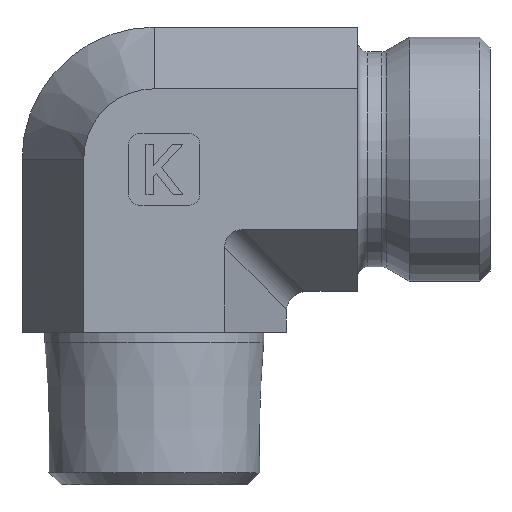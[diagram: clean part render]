
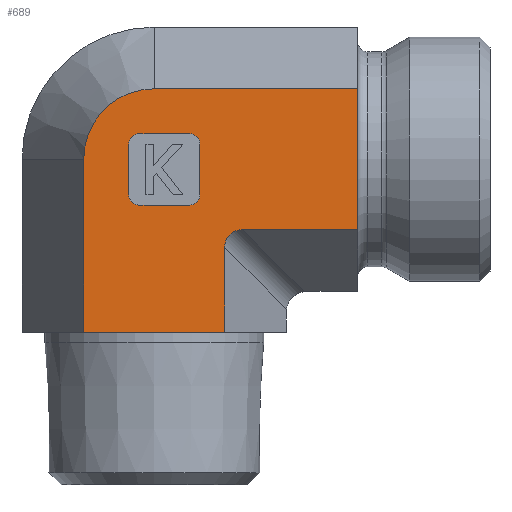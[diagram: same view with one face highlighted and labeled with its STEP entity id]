
A CAD part, left-side view. The second image highlights one B-rep face of the part: STEP entity #689.
In plain terms, the highlighted planar face has unit normal (-1, 0, 0).
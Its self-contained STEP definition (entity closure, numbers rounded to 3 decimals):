
#459=CARTESIAN_POINT('',(-30.485,2.616,5.0));
#460=VERTEX_POINT('',#459);
#467=CARTESIAN_POINT('',(-30.485,16.472,5.0));
#468=VERTEX_POINT('',#467);
#469=CARTESIAN_POINT('',(-30.485,16.472,5.0));
#470=DIRECTION('',(0.0,-1.0,0.0));
#471=VECTOR('',#470,13.856);
#472=LINE('',#469,#471);
#473=EDGE_CURVE('',#468,#460,#472,.T.);
#537=CARTESIAN_POINT('',(-30.485,16.472,22.0));
#538=VERTEX_POINT('',#537);
#539=CARTESIAN_POINT('',(-30.485,16.472,5.0));
#540=DIRECTION('',(0.0,0.0,1.0));
#541=VECTOR('',#540,17.0);
#542=LINE('',#539,#541);
#543=EDGE_CURVE('',#468,#538,#542,.T.);
#562=CARTESIAN_POINT('',(-30.485,2.616,0.0));
#563=DIRECTION('',(-1.0,0.0,0.0));
#564=DIRECTION('',(0.0,0.0,1.0));
#565=AXIS2_PLACEMENT_3D('',#562,#563,#564);
#566=PLANE('',#565);
#567=ORIENTED_EDGE('',*,*,#473,.T.);
#568=CARTESIAN_POINT('',(-30.485,2.616,13.34));
#569=VERTEX_POINT('',#568);
#570=CARTESIAN_POINT('',(-30.485,2.616,5.0));
#571=DIRECTION('',(0.0,0.0,1.0));
#572=VECTOR('',#571,8.34);
#573=LINE('',#570,#572);
#574=EDGE_CURVE('',#460,#569,#573,.T.);
#575=ORIENTED_EDGE('',*,*,#574,.T.);
#576=CARTESIAN_POINT('',(-30.485,0.884,15.072));
#577=VERTEX_POINT('',#576);
#578=CARTESIAN_POINT('',(-30.485,0.306,12.762));
#579=DIRECTION('',(-1.0,0.0,0.0));
#580=DIRECTION('',(0.0,0.707,0.707));
#581=AXIS2_PLACEMENT_3D('',#578,#579,#580);
#582=ELLIPSE('',#581,2.582,2.0);
#583=EDGE_CURVE('',#577,#569,#582,.T.);
#584=ORIENTED_EDGE('',*,*,#583,.F.);
#585=CARTESIAN_POINT('',(-30.485,-10.456,15.072));
#586=VERTEX_POINT('',#585);
#587=CARTESIAN_POINT('',(-30.485,0.884,15.072));
#588=DIRECTION('',(0.0,-1.0,0.0));
#589=VECTOR('',#588,11.34);
#590=LINE('',#587,#589);
#591=EDGE_CURVE('',#577,#586,#590,.T.);
#592=ORIENTED_EDGE('',*,*,#591,.T.);
#593=CARTESIAN_POINT('',(-30.485,-10.456,28.928));
#594=VERTEX_POINT('',#593);
#595=CARTESIAN_POINT('',(-30.485,-10.456,15.072));
#596=DIRECTION('',(0.0,0.0,1.0));
#597=VECTOR('',#596,13.856);
#598=LINE('',#595,#597);
#599=EDGE_CURVE('',#586,#594,#598,.T.);
#600=ORIENTED_EDGE('',*,*,#599,.T.);
#601=CARTESIAN_POINT('',(-30.485,9.544,28.928));
#602=VERTEX_POINT('',#601);
#603=CARTESIAN_POINT('',(-30.485,9.544,28.928));
#604=DIRECTION('',(0.0,-1.0,0.0));
#605=VECTOR('',#604,20.0);
#606=LINE('',#603,#605);
#607=EDGE_CURVE('',#602,#594,#606,.T.);
#608=ORIENTED_EDGE('',*,*,#607,.F.);
#609=CARTESIAN_POINT('',(-30.485,9.544,22.0));
#610=DIRECTION('',(-1.0,0.0,0.0));
#611=DIRECTION('',(0.0,0.0,1.0));
#612=AXIS2_PLACEMENT_3D('',#609,#610,#611);
#613=CIRCLE('',#612,6.928);
#614=EDGE_CURVE('',#602,#538,#613,.T.);
#615=ORIENTED_EDGE('',*,*,#614,.T.);
#616=ORIENTED_EDGE('',*,*,#543,.F.);
#617=EDGE_LOOP('',(#567,#575,#584,#592,#600,#608,#615,#616));
#618=FACE_OUTER_BOUND('',#617,.T.);
#619=CARTESIAN_POINT('',(-30.485,6.044,17.5));
#620=VERTEX_POINT('',#619);
#621=CARTESIAN_POINT('',(-30.485,11.044,17.5));
#622=VERTEX_POINT('',#621);
#623=CARTESIAN_POINT('',(-30.485,6.044,17.5));
#624=DIRECTION('',(0.0,1.0,0.0));
#625=VECTOR('',#624,5.0);
#626=LINE('',#623,#625);
#627=EDGE_CURVE('',#620,#622,#626,.T.);
#628=ORIENTED_EDGE('',*,*,#627,.T.);
#629=CARTESIAN_POINT('',(-30.485,12.044,18.5));
#630=VERTEX_POINT('',#629);
#631=CARTESIAN_POINT('',(-30.485,11.044,18.5));
#632=DIRECTION('',(-1.0,0.0,0.0));
#633=DIRECTION('',(0.0,0.707,-0.707));
#634=AXIS2_PLACEMENT_3D('',#631,#632,#633);
#635=CIRCLE('',#634,1.0);
#636=EDGE_CURVE('',#630,#622,#635,.T.);
#637=ORIENTED_EDGE('',*,*,#636,.F.);
#638=CARTESIAN_POINT('',(-30.485,12.044,23.5));
#639=VERTEX_POINT('',#638);
#640=CARTESIAN_POINT('',(-30.485,12.044,18.5));
#641=DIRECTION('',(0.0,0.0,1.0));
#642=VECTOR('',#641,5.);
#643=LINE('',#640,#642);
#644=EDGE_CURVE('',#630,#639,#643,.T.);
#645=ORIENTED_EDGE('',*,*,#644,.T.);
#646=CARTESIAN_POINT('',(-30.485,11.044,24.5));
#647=VERTEX_POINT('',#646);
#648=CARTESIAN_POINT('',(-30.485,11.044,23.5));
#649=DIRECTION('',(-1.0,0.0,0.0));
#650=DIRECTION('',(0.0,0.707,0.707));
#651=AXIS2_PLACEMENT_3D('',#648,#649,#650);
#652=CIRCLE('',#651,1.0);
#653=EDGE_CURVE('',#647,#639,#652,.T.);
#654=ORIENTED_EDGE('',*,*,#653,.F.);
#655=CARTESIAN_POINT('',(-30.485,6.044,24.5));
#656=VERTEX_POINT('',#655);
#657=CARTESIAN_POINT('',(-30.485,11.044,24.5));
#658=DIRECTION('',(0.0,-1.0,0.0));
#659=VECTOR('',#658,5.0);
#660=LINE('',#657,#659);
#661=EDGE_CURVE('',#647,#656,#660,.T.);
#662=ORIENTED_EDGE('',*,*,#661,.T.);
#663=CARTESIAN_POINT('',(-30.485,5.044,23.5));
#664=VERTEX_POINT('',#663);
#665=CARTESIAN_POINT('',(-30.485,6.044,23.5));
#666=DIRECTION('',(-1.0,0.0,0.0));
#667=DIRECTION('',(0.0,-0.707,0.707));
#668=AXIS2_PLACEMENT_3D('',#665,#666,#667);
#669=CIRCLE('',#668,1.0);
#670=EDGE_CURVE('',#664,#656,#669,.T.);
#671=ORIENTED_EDGE('',*,*,#670,.F.);
#672=CARTESIAN_POINT('',(-30.485,5.044,18.5));
#673=VERTEX_POINT('',#672);
#674=CARTESIAN_POINT('',(-30.485,5.044,23.5));
#675=DIRECTION('',(0.0,0.0,-1.0));
#676=VECTOR('',#675,5.);
#677=LINE('',#674,#676);
#678=EDGE_CURVE('',#664,#673,#677,.T.);
#679=ORIENTED_EDGE('',*,*,#678,.T.);
#680=CARTESIAN_POINT('',(-30.485,6.044,18.5));
#681=DIRECTION('',(-1.0,0.0,0.0));
#682=DIRECTION('',(0.0,-0.707,-0.707));
#683=AXIS2_PLACEMENT_3D('',#680,#681,#682);
#684=CIRCLE('',#683,1.0);
#685=EDGE_CURVE('',#620,#673,#684,.T.);
#686=ORIENTED_EDGE('',*,*,#685,.F.);
#687=EDGE_LOOP('',(#628,#637,#645,#654,#662,#671,#679,#686));
#688=FACE_BOUND('',#687,.T.);
#689=ADVANCED_FACE('',(#618,#688),#566,.T.);
